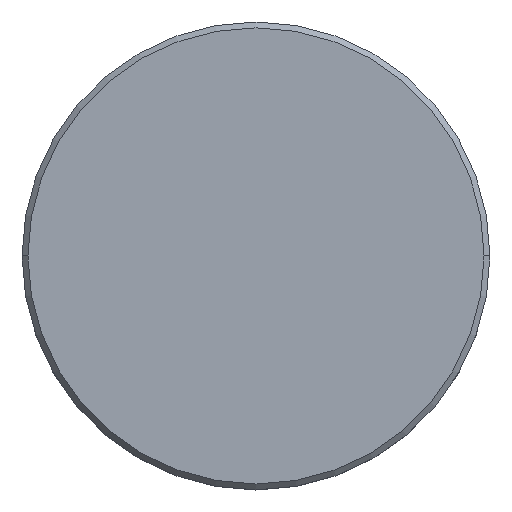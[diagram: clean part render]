
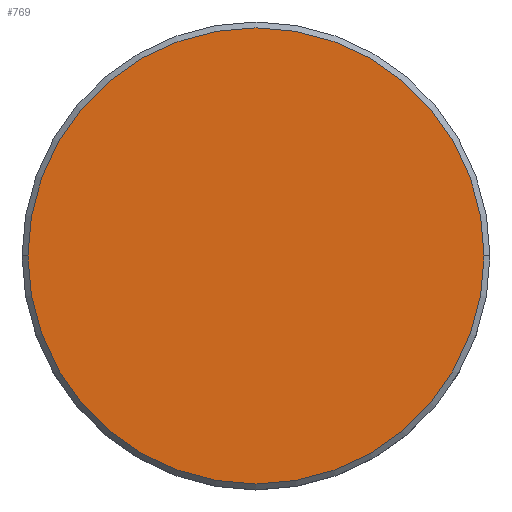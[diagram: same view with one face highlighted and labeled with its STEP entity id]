
A CAD part, top view. The second image highlights one B-rep face of the part: STEP entity #769.
In plain terms, the highlighted planar face has unit normal (0, 0, 1).
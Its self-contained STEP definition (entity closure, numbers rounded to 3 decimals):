
#21 = VERTEX_POINT ( 'NONE', #1097 ) ;
#35 = AXIS2_PLACEMENT_3D ( 'NONE', #220, #108, #840 ) ;
#66 = DIRECTION ( 'NONE',  ( 0., 0., 1. ) ) ;
#108 = DIRECTION ( 'NONE',  ( 0., 0., 1. ) ) ;
#190 = AXIS2_PLACEMENT_3D ( 'NONE', #677, #66, #773 ) ;
#220 = CARTESIAN_POINT ( 'NONE',  ( 0., 0., 0. ) ) ;
#247 = ORIENTED_EDGE ( 'NONE', *, *, #818, .T. ) ;
#335 = DIRECTION ( 'NONE',  ( 1., 0., 0. ) ) ;
#343 = CIRCLE ( 'NONE', #439, 19.5 ) ;
#394 = EDGE_LOOP ( 'NONE', ( #446, #247 ) ) ;
#403 = EDGE_CURVE ( 'NONE', #21, #1127, #438, .T. ) ;
#432 = CARTESIAN_POINT ( 'NONE',  ( 0., 0., 0. ) ) ;
#438 = CIRCLE ( 'NONE', #35, 19.5 ) ;
#439 = AXIS2_PLACEMENT_3D ( 'NONE', #432, #1152, #335 ) ;
#446 = ORIENTED_EDGE ( 'NONE', *, *, #403, .T. ) ;
#601 = FACE_OUTER_BOUND ( 'NONE', #394, .T. ) ;
#677 = CARTESIAN_POINT ( 'NONE',  ( 0., 0., 0. ) ) ;
#769 = ADVANCED_FACE ( 'NONE', ( #601 ), #884, .T. ) ;
#773 = DIRECTION ( 'NONE',  ( 1., 0., 0. ) ) ;
#818 = EDGE_CURVE ( 'NONE', #1127, #21, #343, .T. ) ;
#840 = DIRECTION ( 'NONE',  ( 1., 0., 0. ) ) ;
#884 = PLANE ( 'NONE',  #190 ) ;
#1038 = CARTESIAN_POINT ( 'NONE',  ( 19.5, 0., 0. ) ) ;
#1097 = CARTESIAN_POINT ( 'NONE',  ( -19.5, 0., 0. ) ) ;
#1127 = VERTEX_POINT ( 'NONE', #1038 ) ;
#1152 = DIRECTION ( 'NONE',  ( 0., 0., 1. ) ) ;
